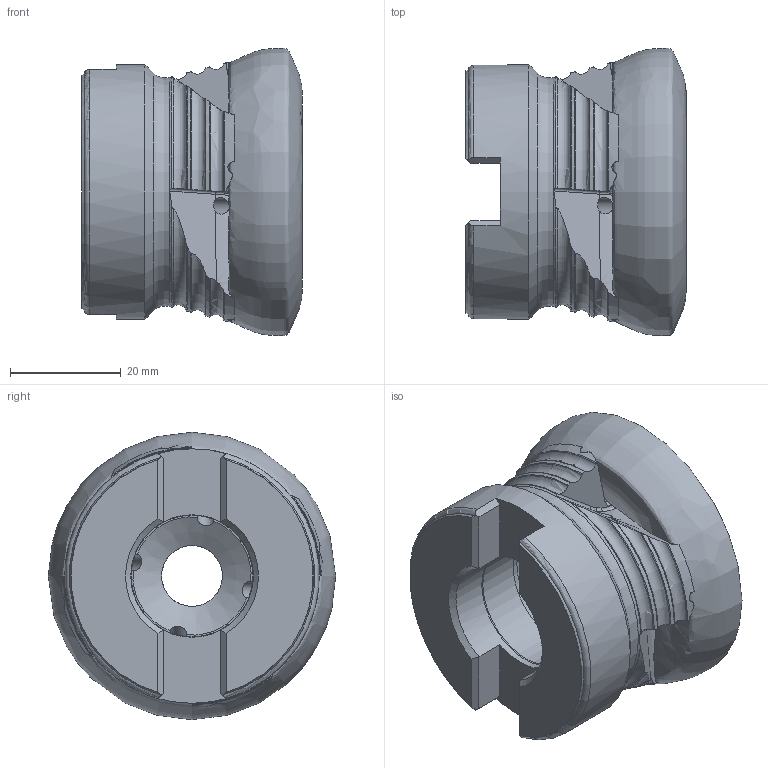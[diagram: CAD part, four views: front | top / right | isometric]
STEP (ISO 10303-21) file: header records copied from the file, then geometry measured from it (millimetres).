
FILE_DESCRIPTION (( 'STEP AP214' ), '1' );
FILE_NAME ('00PP-052-12-4.STEP', '2013-10-09T08:24:45', ( '' ), ( '' ), 'SwSTEP 2.0', 'SolidWorks 2013', '' );
FILE_SCHEMA (( 'AUTOMOTIVE_DESIGN' ));
Length unit declared in the file: millimetre
Products named in the file (1): 00PP-052-12-4
Bounding box: 39.94 x 51.96 x 51.96 mm (x, y, z)
Volume: 50143.4 mm3; surface area: 12936.1 mm2
Topology: 1 solids, 5 shells, 233 faces, 666 edges, 435 vertices
Faces by surface type: plane 82, torus 49, cone 42, cylinder 42, bspline 18
Full cylindrical faces by diameter (mm): 3 x4, 11 x1, 16.5 x1, 22 x1, 22.15 x1, 22.3 x1, 46 x1
Entity records: 11522 total; most frequent: CARTESIAN_POINT 6186, ORIENTED_EDGE 1264, DIRECTION 876, EDGE_CURVE 632, VERTEX_POINT 420, AXIS2_PLACEMENT_3D 364, B_SPLINE_CURVE_WITH_KNOTS 284, EDGE_LOOP 252
